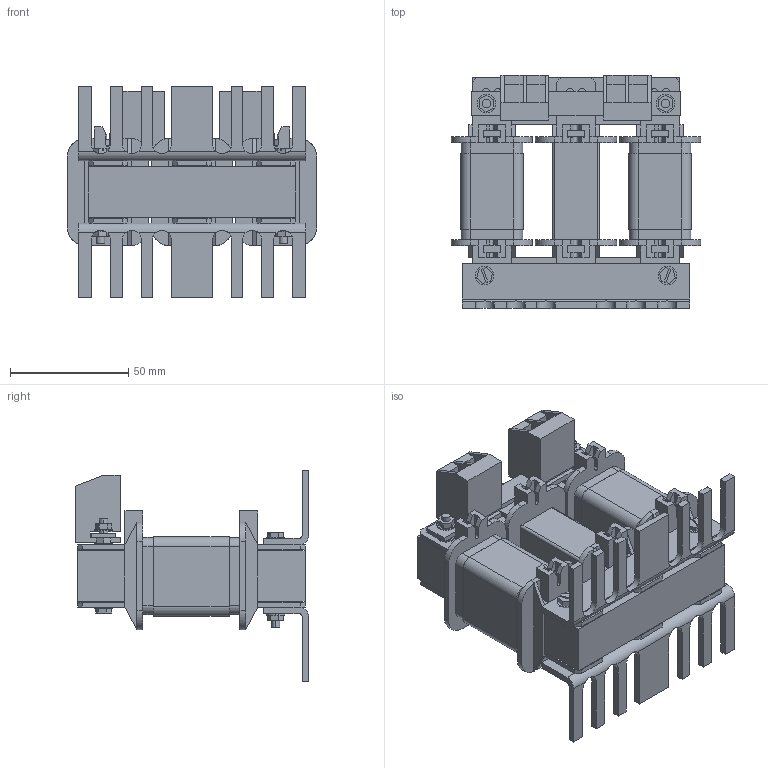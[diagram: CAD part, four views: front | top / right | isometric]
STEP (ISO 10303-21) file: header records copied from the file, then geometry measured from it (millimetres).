
FILE_DESCRIPTION (( 'STEP AP214' ), '1' );
FILE_NAME ('LR-10P5-1PH.STEP', '2012-03-02T17:15:53', ( ' ' ), ( ' ' ), 'SwSTEP 2.0', 'SolidWorks 2011', '' );
FILE_SCHEMA (( 'AUTOMOTIVE_DESIGN' ));
Length unit declared in the file: millimetre
Products named in the file (1): LR-10P5-1PH
Bounding box: 105.25 x 98.41 x 89.25 mm (x, y, z)
Volume: 290384.2 mm3; surface area: 108495 mm2
Topology: 17 solids, 17 shells, 1066 faces, 2850 edges, 1840 vertices
Faces by surface type: plane 846, cylinder 220
Entity records: 40832 total; most frequent: CARTESIAN_POINT 6145, ORIENTED_EDGE 5700, DIRECTION 5456, EDGE_CURVE 2850, VECTOR 2330, LINE 2330, VERTEX_POINT 1840, AXIS2_PLACEMENT_3D 1563
